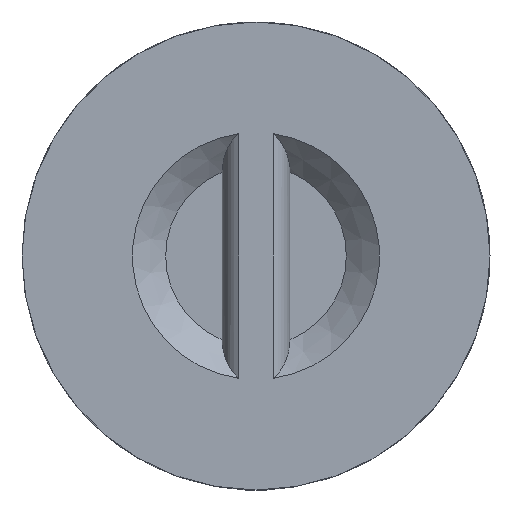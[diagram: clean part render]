
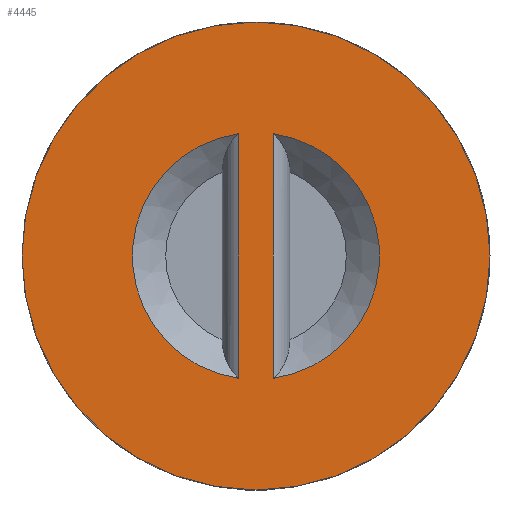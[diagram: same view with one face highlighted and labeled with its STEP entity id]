
A CAD part, left-side view. The second image highlights one B-rep face of the part: STEP entity #4445.
In plain terms, the highlighted planar face has unit normal (-1, 0, 0).
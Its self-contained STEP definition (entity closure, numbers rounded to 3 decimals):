
#4391=CARTESIAN_POINT('',(0.0,40.875,0.0));
#4392=DIRECTION('',(-1.0,0.0,0.0));
#4393=DIRECTION('',(0.0,0.0,1.0));
#4394=AXIS2_PLACEMENT_3D('',#4391,#4392,#4393);
#4395=PLANE('',#4394);
#4396=CARTESIAN_POINT('',(0.0,53.5,0.0));
#4397=VERTEX_POINT('',#4396);
#4398=CARTESIAN_POINT('',(0.0,0.0,0.0));
#4399=DIRECTION('',(1.0,0.0,0.0));
#4400=DIRECTION('',(0.0,1.0,0.0));
#4401=AXIS2_PLACEMENT_3D('',#4398,#4399,#4400);
#4402=CIRCLE('',#4401,53.5);
#4403=EDGE_CURVE('',#4397,#4397,#4402,.T.);
#4404=ORIENTED_EDGE('',*,*,#4403,.F.);
#4405=EDGE_LOOP('',(#4404));
#4406=FACE_OUTER_BOUND('',#4405,.T.);
#4407=CARTESIAN_POINT('',(0.0,4.,-27.965));
#4408=VERTEX_POINT('',#4407);
#4409=CARTESIAN_POINT('',(0.0,4.,27.965));
#4410=VERTEX_POINT('',#4409);
#4411=CARTESIAN_POINT('',(0.0,0.0,0.0));
#4412=DIRECTION('',(1.0,0.0,0.0));
#4413=DIRECTION('',(0.0,1.0,0.0));
#4414=AXIS2_PLACEMENT_3D('',#4411,#4412,#4413);
#4415=CIRCLE('',#4414,28.25);
#4416=EDGE_CURVE('',#4408,#4410,#4415,.T.);
#4417=ORIENTED_EDGE('',*,*,#4416,.T.);
#4418=CARTESIAN_POINT('',(0.0,4.0,-27.965));
#4419=DIRECTION('',(0.0,0.0,1.0));
#4420=VECTOR('',#4419,55.931);
#4421=LINE('',#4418,#4420);
#4422=EDGE_CURVE('',#4408,#4410,#4421,.T.);
#4423=ORIENTED_EDGE('',*,*,#4422,.F.);
#4424=EDGE_LOOP('',(#4417,#4423));
#4425=FACE_BOUND('',#4424,.T.);
#4426=CARTESIAN_POINT('',(0.0,-4.,-27.965));
#4427=VERTEX_POINT('',#4426);
#4428=CARTESIAN_POINT('',(0.0,-4.,27.965));
#4429=VERTEX_POINT('',#4428);
#4430=CARTESIAN_POINT('',(0.0,-4.0,-27.965));
#4431=DIRECTION('',(0.0,0.0,1.0));
#4432=VECTOR('',#4431,55.931);
#4433=LINE('',#4430,#4432);
#4434=EDGE_CURVE('',#4427,#4429,#4433,.T.);
#4435=ORIENTED_EDGE('',*,*,#4434,.T.);
#4436=CARTESIAN_POINT('',(0.0,0.0,0.0));
#4437=DIRECTION('',(1.0,0.0,0.0));
#4438=DIRECTION('',(0.0,1.0,0.0));
#4439=AXIS2_PLACEMENT_3D('',#4436,#4437,#4438);
#4440=CIRCLE('',#4439,28.25);
#4441=EDGE_CURVE('',#4429,#4427,#4440,.T.);
#4442=ORIENTED_EDGE('',*,*,#4441,.T.);
#4443=EDGE_LOOP('',(#4435,#4442));
#4444=FACE_BOUND('',#4443,.T.);
#4445=ADVANCED_FACE('',(#4406,#4425,#4444),#4395,.T.);
